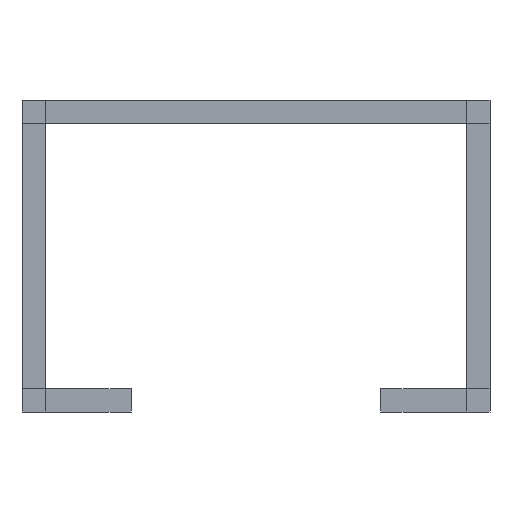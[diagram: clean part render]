
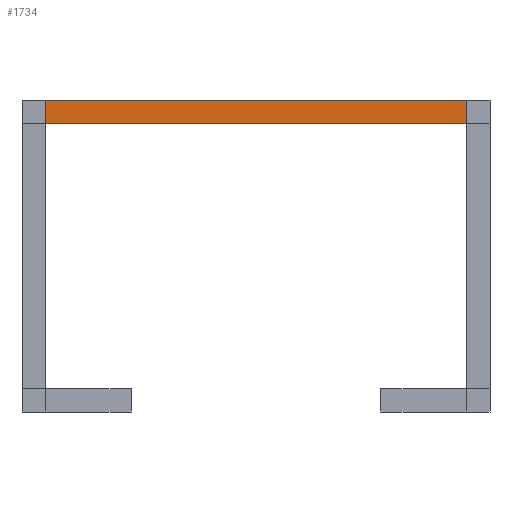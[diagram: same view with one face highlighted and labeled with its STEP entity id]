
A CAD part, front view. The second image highlights one B-rep face of the part: STEP entity #1734.
In plain terms, the highlighted planar face has unit normal (0, -1, 0).
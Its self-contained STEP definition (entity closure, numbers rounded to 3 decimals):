
#157 = DIRECTION ( 'NONE',  ( 1., 0., 0. ) ) ;
#292 = VERTEX_POINT ( 'NONE', #1404 ) ;
#311 = CARTESIAN_POINT ( 'NONE',  ( -13.5, -500., 0. ) ) ;
#340 = DIRECTION ( 'NONE',  ( 1., 0., 0. ) ) ;
#411 = CARTESIAN_POINT ( 'NONE',  ( 13.5, -500., -1.5 ) ) ;
#428 = LINE ( 'NONE', #1560, #2315 ) ;
#431 = CARTESIAN_POINT ( 'NONE',  ( 13.5, -500., -1.5 ) ) ;
#457 = DIRECTION ( 'NONE',  ( 0., 0., 1. ) ) ;
#532 = VERTEX_POINT ( 'NONE', #411 ) ;
#536 = EDGE_CURVE ( 'NONE', #532, #3091, #2513, .T. ) ;
#566 = VERTEX_POINT ( 'NONE', #311 ) ;
#567 = DIRECTION ( 'NONE',  ( 0., -1., 0. ) ) ;
#608 = CARTESIAN_POINT ( 'NONE',  ( -13.5, -500., -1.5 ) ) ;
#618 = FACE_OUTER_BOUND ( 'NONE', #1384, .T. ) ;
#788 = ORIENTED_EDGE ( 'NONE', *, *, #933, .F. ) ;
#933 = EDGE_CURVE ( 'NONE', #566, #3091, #428, .T. ) ;
#1110 = VECTOR ( 'NONE', #1577, 1000. ) ;
#1306 = PLANE ( 'NONE',  #3078 ) ;
#1344 = VECTOR ( 'NONE', #457, 1000. ) ;
#1384 = EDGE_LOOP ( 'NONE', ( #1591, #2224, #1462, #788 ) ) ;
#1404 = CARTESIAN_POINT ( 'NONE',  ( -13.5, -500., -1.5 ) ) ;
#1462 = ORIENTED_EDGE ( 'NONE', *, *, #536, .T. ) ;
#1480 = CARTESIAN_POINT ( 'NONE',  ( 13.5, -500., 0. ) ) ;
#1560 = CARTESIAN_POINT ( 'NONE',  ( -15., -500., 0. ) ) ;
#1577 = DIRECTION ( 'NONE',  ( 0., 0., 1. ) ) ;
#1591 = ORIENTED_EDGE ( 'NONE', *, *, #1631, .F. ) ;
#1592 = LINE ( 'NONE', #2150, #3005 ) ;
#1631 = EDGE_CURVE ( 'NONE', #292, #566, #2854, .T. ) ;
#1734 = ADVANCED_FACE ( 'NONE', ( #618 ), #1306, .T. ) ;
#2088 = EDGE_CURVE ( 'NONE', #292, #532, #1592, .T. ) ;
#2150 = CARTESIAN_POINT ( 'NONE',  ( -15., -500., -1.5 ) ) ;
#2224 = ORIENTED_EDGE ( 'NONE', *, *, #2088, .T. ) ;
#2288 = DIRECTION ( 'NONE',  ( 0., 0., -1. ) ) ;
#2315 = VECTOR ( 'NONE', #340, 1000. ) ;
#2513 = LINE ( 'NONE', #431, #1344 ) ;
#2573 = CARTESIAN_POINT ( 'NONE',  ( -13.5, -500., -1.5 ) ) ;
#2854 = LINE ( 'NONE', #608, #1110 ) ;
#3005 = VECTOR ( 'NONE', #157, 1000. ) ;
#3078 = AXIS2_PLACEMENT_3D ( 'NONE', #2573, #567, #2288 ) ;
#3091 = VERTEX_POINT ( 'NONE', #1480 ) ;
